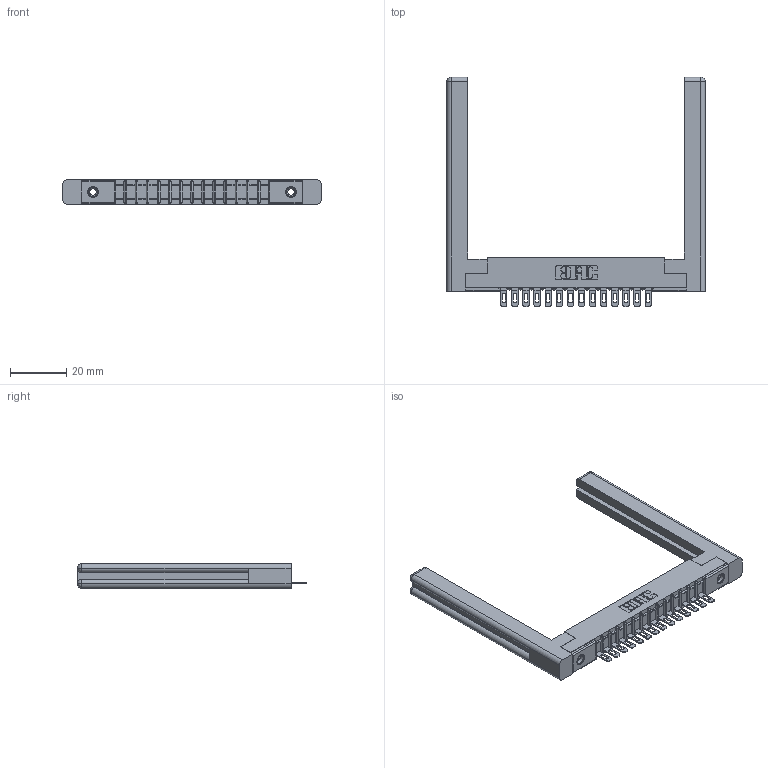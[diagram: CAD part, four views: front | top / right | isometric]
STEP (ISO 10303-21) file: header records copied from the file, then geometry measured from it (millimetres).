
FILE_DESCRIPTION (( 'STEP AP203' ), '1' );
FILE_NAME ('307-014-401-158.STEP', '2020-09-25T15:35:44', ( '' ), ( '' ), 'SwSTEP 2.0', 'SolidWorks 2020', '' );
FILE_SCHEMA (( 'CONFIG_CONTROL_DESIGN' ));
Length unit declared in the file: inch
Products named in the file (5): 345-250-001_345-250-001-102; 307 Part_.156 Dia Mounting Holes; 307-220-058; 307-290-002_501; 307-014-401-158
Assembly tree (19 placements, depth 2):
  307-014-401-158
    307 Part_.156 Dia Mounting Holes
    307-290-002_501  x14
    307-220-058  x2
    345-250-001_345-250-001-102  x2
Bounding box: 92.1 x 81.74 x 8.71 mm (x, y, z)
Volume: 13766.6 mm3; surface area: 15747.3 mm2
Topology: 19 solids, 19 shells, 1339 faces, 4009 edges, 2618 vertices
Faces by surface type: plane 770, cylinder 515, sphere 30, torus 12, cone 12
Entity records: 18881 total; most frequent: CARTESIAN_POINT 3187, ORIENTED_EDGE 3116, DIRECTION 3074, EDGE_CURVE 1558, VECTOR 1172, LINE 1172, VERTEX_POINT 1010, AXIS2_PLACEMENT_3D 951
